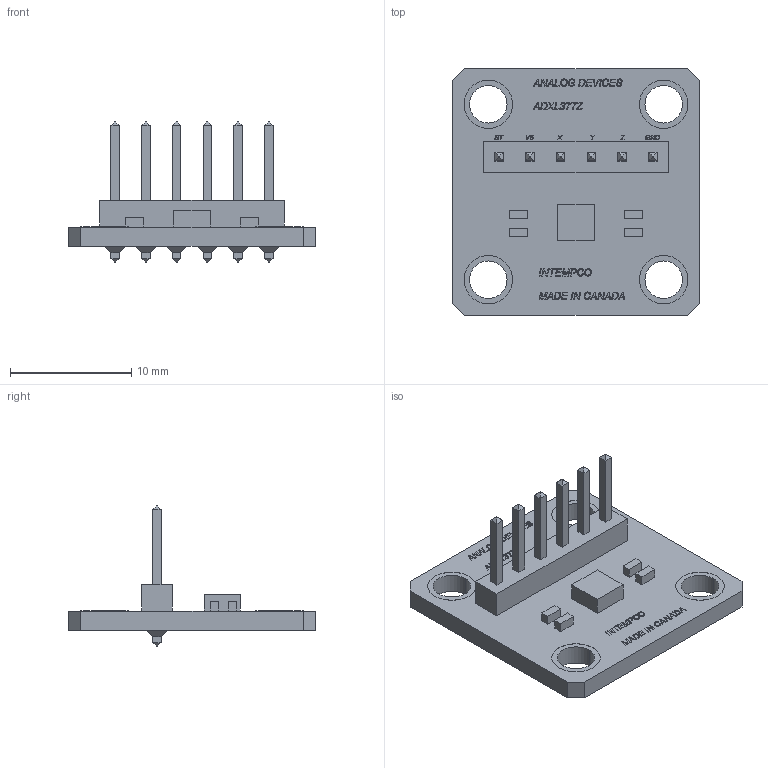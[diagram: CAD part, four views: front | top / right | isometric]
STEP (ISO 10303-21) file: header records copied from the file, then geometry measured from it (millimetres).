
FILE_DESCRIPTION (( 'STEP AP203' ), '1' );
FILE_NAME ('Àêñåëåðîìåòð ADXL377Z.step', '2017-11-22T08:46:21', ( 'Ðîìàí' ), ( '' ), 'SwSTEP 2.0', 'SolidWorks 2016', '' );
FILE_SCHEMA (( 'CONFIG_CONTROL_DESIGN' ));
Length unit declared in the file: millimetre
Products named in the file (1): 燥鼫錼豂懤襝 ADXL377Z
Bounding box: 20.4 x 20.4 x 11.6 mm (x, y, z)
Volume: 740.8 mm3; surface area: 1190.3 mm2
Topology: 1 solids, 1 shells, 926 faces, 2424 edges, 1592 vertices
Faces by surface type: plane 640, bspline 262, cylinder 24
Entity records: 38809 total; most frequent: CARTESIAN_POINT 17693, ORIENTED_EDGE 4848, DIRECTION 3278, EDGE_CURVE 2424, LINE 1852, VECTOR 1852, VERTEX_POINT 1592, EDGE_LOOP 1026
